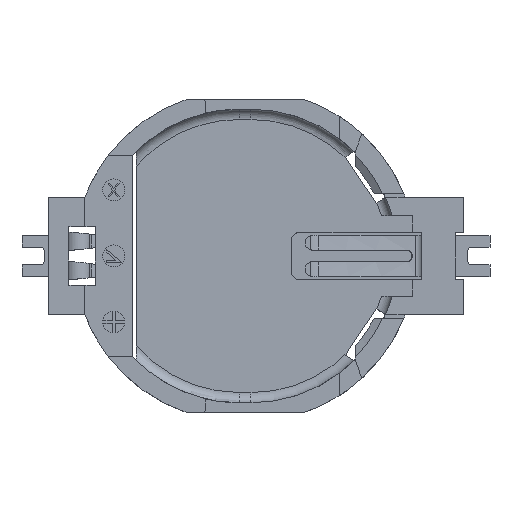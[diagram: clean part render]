
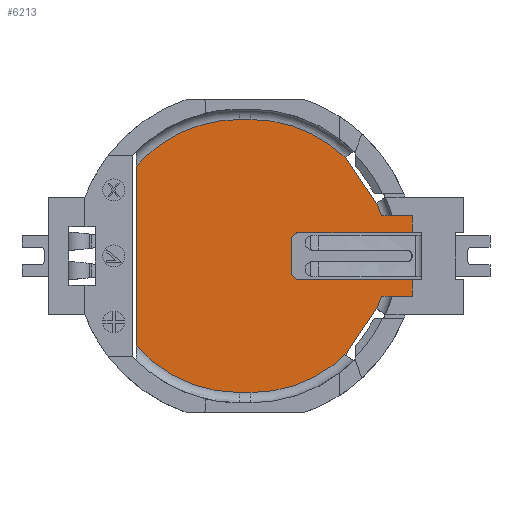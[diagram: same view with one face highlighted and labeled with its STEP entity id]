
A CAD part, top view. The second image highlights one B-rep face of the part: STEP entity #6213.
In plain terms, the highlighted planar face has unit normal (0, 0, 1).
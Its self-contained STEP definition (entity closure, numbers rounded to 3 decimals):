
#1138=DIRECTION('',(-1.,0.,0.));
#1139=VECTOR('',#1138,0.8);
#1140=CARTESIAN_POINT('',(13.8,1.35,-3.9));
#1141=LINE('',#1140,#1139);
#1146=CARTESIAN_POINT('',(17.06,11.75,-3.9));
#1147=DIRECTION('',(0.,0.,-1.));
#1148=DIRECTION('',(-1.,0.,0.));
#1149=AXIS2_PLACEMENT_3D('',#1146,#1147,#1148);
#1151=CARTESIAN_POINT('',(17.06,9.55,-3.9));
#1152=DIRECTION('',(0.,0.,-1.));
#1153=DIRECTION('',(0.,-1.,0.));
#1154=AXIS2_PLACEMENT_3D('',#1151,#1152,#1153);
#1156=CARTESIAN_POINT('',(13.8,10.65,-3.9));
#1157=DIRECTION('',(0.,0.,1.));
#1158=DIRECTION('',(0.922,-0.388,0.));
#1159=AXIS2_PLACEMENT_3D('',#1156,#1157,#1158);
#1161=DIRECTION('',(0.829,-0.559,0.));
#1162=VECTOR('',#1161,0.024);
#1163=CARTESIAN_POINT('',(22.353,7.059,-3.9));
#1164=LINE('',#1163,#1162);
#1165=DIRECTION('',(0.559,0.829,0.));
#1166=VECTOR('',#1165,3.718);
#1167=CARTESIAN_POINT('',(20.276,3.975,-3.9));
#1168=LINE('',#1167,#1166);
#1169=CARTESIAN_POINT('',(13.8,10.65,-3.9));
#1170=DIRECTION('',(0.,0.,1.));
#1171=DIRECTION('',(0.601,-0.799,0.));
#1172=AXIS2_PLACEMENT_3D('',#1169,#1170,#1171);
#1174=CARTESIAN_POINT('',(13.8,10.65,-3.9));
#1175=DIRECTION('',(0.,0.,1.));
#1176=DIRECTION('',(0.,-1.,0.));
#1177=AXIS2_PLACEMENT_3D('',#1174,#1175,#1176);
#1179=CARTESIAN_POINT('',(13.,10.65,-3.9));
#1180=DIRECTION('',(0.,0.,1.));
#1181=DIRECTION('',(-0.753,-0.658,0.));
#1182=AXIS2_PLACEMENT_3D('',#1179,#1180,#1181);
#1184=DIRECTION('',(0.,-1.,0.));
#1185=VECTOR('',#1184,12.246);
#1186=CARTESIAN_POINT('',(6.,16.773,-3.9));
#1187=LINE('',#1186,#1185);
#1188=CARTESIAN_POINT('',(13.,10.65,-3.9));
#1189=DIRECTION('',(0.,0.,1.));
#1190=DIRECTION('',(-0.564,0.826,0.));
#1191=AXIS2_PLACEMENT_3D('',#1188,#1189,#1190);
#1193=CARTESIAN_POINT('',(13.,10.65,-3.9));
#1194=DIRECTION('',(0.,0.,1.));
#1195=DIRECTION('',(0.,1.,0.));
#1196=AXIS2_PLACEMENT_3D('',#1193,#1194,#1195);
#1198=CARTESIAN_POINT('',(13.8,10.65,-3.9));
#1199=DIRECTION('',(0.,0.,1.));
#1200=DIRECTION('',(0.696,0.718,0.));
#1201=AXIS2_PLACEMENT_3D('',#1198,#1199,#1200);
#1203=DIRECTION('',(-0.559,0.829,0.));
#1204=VECTOR('',#1203,3.718);
#1205=CARTESIAN_POINT('',(22.353,14.241,-3.9));
#1206=LINE('',#1205,#1204);
#1207=DIRECTION('',(-0.829,-0.559,0.));
#1208=VECTOR('',#1207,0.024);
#1209=CARTESIAN_POINT('',(22.373,14.254,-3.9));
#1210=LINE('',#1209,#1208);
#1211=CARTESIAN_POINT('',(13.8,10.65,-3.9));
#1212=DIRECTION('',(0.,0.,1.));
#1213=DIRECTION('',(0.955,0.296,0.));
#1214=AXIS2_PLACEMENT_3D('',#1211,#1212,#1213);
#1220=DIRECTION('',(1.,0.,0.));
#1221=VECTOR('',#1220,7.74);
#1222=CARTESIAN_POINT('',(17.06,12.25,-3.9));
#1223=LINE('',#1222,#1221);
#1236=DIRECTION('',(1.,0.,0.));
#1237=VECTOR('',#1236,7.74);
#1238=CARTESIAN_POINT('',(17.06,9.05,-3.9));
#1239=LINE('',#1238,#1237);
#1248=DIRECTION('',(0.,1.,0.));
#1249=VECTOR('',#1248,1.15);
#1250=CARTESIAN_POINT('',(24.8,7.9,-3.9));
#1251=LINE('',#1250,#1249);
#1262=DIRECTION('',(-1.,0.,0.));
#1263=VECTOR('',#1262,2.116);
#1264=CARTESIAN_POINT('',(24.8,7.9,-3.9));
#1265=LINE('',#1264,#1263);
#1341=DIRECTION('',(0.,-1.,0.));
#1342=VECTOR('',#1341,2.2);
#1343=CARTESIAN_POINT('',(16.56,11.75,-3.9));
#1344=LINE('',#1343,#1342);
#1699=DIRECTION('',(0.,1.,0.));
#1700=VECTOR('',#1699,1.15);
#1701=CARTESIAN_POINT('',(24.8,12.25,-3.9));
#1702=LINE('',#1701,#1700);
#1707=DIRECTION('',(-1.,0.,0.));
#1708=VECTOR('',#1707,2.116);
#1709=CARTESIAN_POINT('',(24.8,13.4,-3.9));
#1710=LINE('',#1709,#1708);
#1950=DIRECTION('',(1.,0.,0.));
#1951=VECTOR('',#1950,0.8);
#1952=CARTESIAN_POINT('',(13.,19.95,-3.9));
#1953=LINE('',#1952,#1951);
#1989=CARTESIAN_POINT('',(6.,4.527,-3.9));
#4104=VERTEX_POINT('',#1989);
#4105=CARTESIAN_POINT('',(6.,16.773,-3.9));
#4106=VERTEX_POINT('',#4105);
#4107=CARTESIAN_POINT('',(7.756,18.331,-3.9));
#4108=VERTEX_POINT('',#4107);
#4109=CARTESIAN_POINT('',(13.,19.95,-3.9));
#4110=VERTEX_POINT('',#4109);
#4111=CARTESIAN_POINT('',(13.8,19.95,-3.9));
#4112=VERTEX_POINT('',#4111);
#4115=CARTESIAN_POINT('',(17.06,12.25,-3.9));
#4116=CARTESIAN_POINT('',(24.8,12.25,-3.9));
#4117=VERTEX_POINT('',#4115);
#4118=VERTEX_POINT('',#4116);
#4119=CARTESIAN_POINT('',(16.56,11.75,-3.9));
#4120=VERTEX_POINT('',#4119);
#4121=CARTESIAN_POINT('',(16.56,9.55,-3.9));
#4122=VERTEX_POINT('',#4121);
#4123=CARTESIAN_POINT('',(17.06,9.05,-3.9));
#4124=VERTEX_POINT('',#4123);
#4125=CARTESIAN_POINT('',(24.8,9.05,-3.9));
#4126=VERTEX_POINT('',#4125);
#4127=CARTESIAN_POINT('',(24.8,7.9,-3.9));
#4128=VERTEX_POINT('',#4127);
#4129=CARTESIAN_POINT('',(22.684,7.9,-3.9));
#4130=VERTEX_POINT('',#4129);
#4131=CARTESIAN_POINT('',(22.373,7.046,-3.9));
#4132=VERTEX_POINT('',#4131);
#4133=CARTESIAN_POINT('',(22.353,7.059,-3.9));
#4134=VERTEX_POINT('',#4133);
#4135=CARTESIAN_POINT('',(20.276,3.975,-3.9));
#4136=VERTEX_POINT('',#4135);
#4137=CARTESIAN_POINT('',(19.392,3.219,-3.9));
#4138=VERTEX_POINT('',#4137);
#4139=CARTESIAN_POINT('',(13.8,1.35,-3.9));
#4140=VERTEX_POINT('',#4139);
#4141=CARTESIAN_POINT('',(13.,1.35,-3.9));
#4142=VERTEX_POINT('',#4141);
#4143=CARTESIAN_POINT('',(20.276,17.325,-3.9));
#4144=VERTEX_POINT('',#4143);
#4145=CARTESIAN_POINT('',(22.353,14.241,-3.9));
#4146=VERTEX_POINT('',#4145);
#4147=CARTESIAN_POINT('',(22.373,14.254,-3.9));
#4148=VERTEX_POINT('',#4147);
#4149=CARTESIAN_POINT('',(22.684,13.4,-3.9));
#4150=VERTEX_POINT('',#4149);
#4151=CARTESIAN_POINT('',(24.8,13.4,-3.9));
#4152=VERTEX_POINT('',#4151);
#6159=CARTESIAN_POINT('',(15.4,10.65,-3.9));
#6160=DIRECTION('',(0.,0.,1.));
#6161=DIRECTION('',(0.,1.,0.));
#6162=AXIS2_PLACEMENT_3D('',#6159,#6160,#6161);
#6163=PLANE('',#6162);
#6165=ORIENTED_EDGE('',*,*,#6164,.F.);
#6167=ORIENTED_EDGE('',*,*,#6166,.F.);
#6169=ORIENTED_EDGE('',*,*,#6168,.T.);
#6171=ORIENTED_EDGE('',*,*,#6170,.F.);
#6173=ORIENTED_EDGE('',*,*,#6172,.T.);
#6175=ORIENTED_EDGE('',*,*,#6174,.F.);
#6177=ORIENTED_EDGE('',*,*,#6176,.T.);
#6179=ORIENTED_EDGE('',*,*,#6178,.F.);
#6181=ORIENTED_EDGE('',*,*,#6180,.F.);
#6183=ORIENTED_EDGE('',*,*,#6182,.F.);
#6185=ORIENTED_EDGE('',*,*,#6184,.F.);
#6187=ORIENTED_EDGE('',*,*,#6186,.F.);
#6188=ORIENTED_EDGE('',*,*,#6149,.T.);
#6190=ORIENTED_EDGE('',*,*,#6189,.F.);
#6192=ORIENTED_EDGE('',*,*,#6191,.F.);
#6194=ORIENTED_EDGE('',*,*,#6193,.F.);
#6196=ORIENTED_EDGE('',*,*,#6195,.F.);
#6198=ORIENTED_EDGE('',*,*,#6197,.T.);
#6200=ORIENTED_EDGE('',*,*,#6199,.F.);
#6202=ORIENTED_EDGE('',*,*,#6201,.F.);
#6204=ORIENTED_EDGE('',*,*,#6203,.F.);
#6206=ORIENTED_EDGE('',*,*,#6205,.F.);
#6208=ORIENTED_EDGE('',*,*,#6207,.F.);
#6210=ORIENTED_EDGE('',*,*,#6209,.F.);
#6211=EDGE_LOOP('',(#6165,#6167,#6169,#6171,#6173,#6175,#6177,#6179,#6181,#6183,
#6185,#6187,#6188,#6190,#6192,#6194,#6196,#6198,#6200,#6202,#6204,#6206,#6208,
#6210));
#6212=FACE_OUTER_BOUND('',#6211,.F.);
#6213=ADVANCED_FACE('',(#6212),#6163,.T.);
#1150=CIRCLE('',#1149,0.5);
#1155=CIRCLE('',#1154,0.5);
#1160=CIRCLE('',#1159,9.3);
#1173=CIRCLE('',#1172,9.3);
#1178=CIRCLE('',#1177,9.3);
#1183=CIRCLE('',#1182,9.3);
#1192=CIRCLE('',#1191,9.3);
#1197=CIRCLE('',#1196,9.3);
#1202=CIRCLE('',#1201,9.3);
#1215=CIRCLE('',#1214,9.3);
#6149=EDGE_CURVE('',#4140,#4142,#1141,.T.);
#6164=EDGE_CURVE('',#4117,#4118,#1223,.T.);
#6166=EDGE_CURVE('',#4120,#4117,#1150,.T.);
#6168=EDGE_CURVE('',#4120,#4122,#1344,.T.);
#6170=EDGE_CURVE('',#4124,#4122,#1155,.T.);
#6172=EDGE_CURVE('',#4124,#4126,#1239,.T.);
#6174=EDGE_CURVE('',#4128,#4126,#1251,.T.);
#6176=EDGE_CURVE('',#4128,#4130,#1265,.T.);
#6178=EDGE_CURVE('',#4132,#4130,#1160,.T.);
#6180=EDGE_CURVE('',#4134,#4132,#1164,.T.);
#6182=EDGE_CURVE('',#4136,#4134,#1168,.T.);
#6184=EDGE_CURVE('',#4138,#4136,#1173,.T.);
#6186=EDGE_CURVE('',#4140,#4138,#1178,.T.);
#6189=EDGE_CURVE('',#4104,#4142,#1183,.T.);
#6191=EDGE_CURVE('',#4106,#4104,#1187,.T.);
#6193=EDGE_CURVE('',#4108,#4106,#1192,.T.);
#6195=EDGE_CURVE('',#4110,#4108,#1197,.T.);
#6197=EDGE_CURVE('',#4110,#4112,#1953,.T.);
#6199=EDGE_CURVE('',#4144,#4112,#1202,.T.);
#6201=EDGE_CURVE('',#4146,#4144,#1206,.T.);
#6203=EDGE_CURVE('',#4148,#4146,#1210,.T.);
#6205=EDGE_CURVE('',#4150,#4148,#1215,.T.);
#6207=EDGE_CURVE('',#4152,#4150,#1710,.T.);
#6209=EDGE_CURVE('',#4118,#4152,#1702,.T.);
